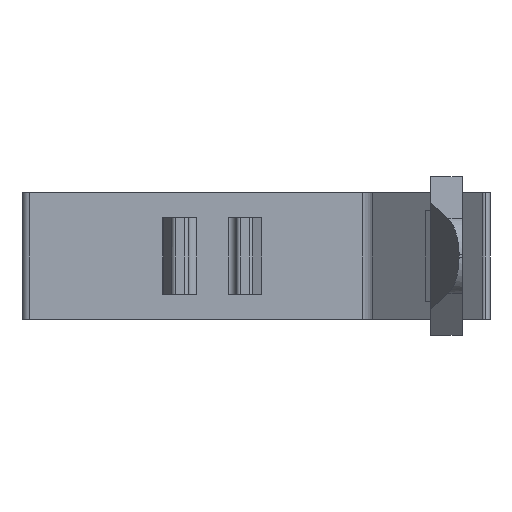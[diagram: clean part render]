
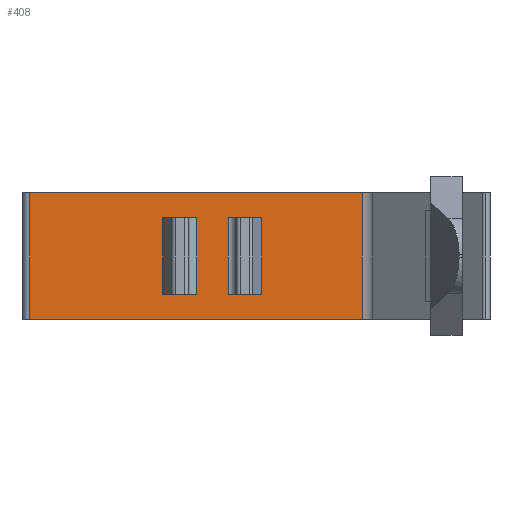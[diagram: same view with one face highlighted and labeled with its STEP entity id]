
A CAD part, left-side view. The second image highlights one B-rep face of the part: STEP entity #408.
In plain terms, the highlighted planar face has unit normal (-1, 0, 0).
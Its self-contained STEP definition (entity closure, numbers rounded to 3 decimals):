
#35 = CARTESIAN_POINT ( 'NONE',  ( -12.895, -7.734, -7.742 ) ) ;
#60 = VECTOR ( 'NONE', #1212, 1000. ) ;
#65 = DIRECTION ( 'NONE',  ( 0., 1., 0. ) ) ;
#67 = LINE ( 'NONE', #857, #60 ) ;
#91 = VECTOR ( 'NONE', #2903, 1000. ) ;
#164 = LINE ( 'NONE', #3510, #1184 ) ;
#180 = CARTESIAN_POINT ( 'NONE',  ( -12.895, 5.103, -7.742 ) ) ;
#254 = EDGE_CURVE ( 'NONE', #3381, #879, #2394, .T. ) ;
#291 = ORIENTED_EDGE ( 'NONE', *, *, #3114, .F. ) ;
#318 = EDGE_CURVE ( 'NONE', #2234, #2276, #1587, .T. ) ;
#368 = EDGE_CURVE ( 'NONE', #4144, #2632, #3359, .T. ) ;
#408 = ADVANCED_FACE ( 'NONE', ( #2944, #2248, #2752 ), #522, .F. ) ;
#447 = ORIENTED_EDGE ( 'NONE', *, *, #4364, .F. ) ;
#522 = PLANE ( 'NONE',  #2782 ) ;
#600 = CARTESIAN_POINT ( 'NONE',  ( -12.895, 0.711, -3.742 ) ) ;
#607 = EDGE_LOOP ( 'NONE', ( #3991, #2004, #1979, #447 ) ) ;
#617 = DIRECTION ( 'NONE',  ( 0., 0., -1. ) ) ;
#713 = DIRECTION ( 'NONE',  ( 0., -1., 0. ) ) ;
#715 = LINE ( 'NONE', #3542, #2159 ) ;
#754 = CARTESIAN_POINT ( 'NONE',  ( -12.895, 13.211, -6.142 ) ) ;
#845 = CARTESIAN_POINT ( 'NONE',  ( -12.895, 13.211, -7.742 ) ) ;
#857 = CARTESIAN_POINT ( 'NONE',  ( -12.895, -7.734, -3.742 ) ) ;
#879 = VERTEX_POINT ( 'NONE', #3899 ) ;
#902 = EDGE_CURVE ( 'NONE', #2276, #1993, #3444, .T. ) ;
#937 = ORIENTED_EDGE ( 'NONE', *, *, #318, .F. ) ;
#987 = LINE ( 'NONE', #4316, #3125 ) ;
#1095 = LINE ( 'NONE', #4088, #4270 ) ;
#1165 = DIRECTION ( 'NONE',  ( 0., -1., 0. ) ) ;
#1184 = VECTOR ( 'NONE', #1165, 1000. ) ;
#1212 = DIRECTION ( 'NONE',  ( 0., 0., -1. ) ) ;
#1292 = VECTOR ( 'NONE', #65, 1000. ) ;
#1344 = CARTESIAN_POINT ( 'NONE',  ( -12.895, 13.211, -3.742 ) ) ;
#1352 = ORIENTED_EDGE ( 'NONE', *, *, #254, .F. ) ;
#1459 = LINE ( 'NONE', #2812, #1496 ) ;
#1491 = VECTOR ( 'NONE', #617, 1000. ) ;
#1496 = VECTOR ( 'NONE', #2797, 1000. ) ;
#1587 = LINE ( 'NONE', #600, #1491 ) ;
#1816 = VECTOR ( 'NONE', #713, 1000. ) ;
#1895 = CARTESIAN_POINT ( 'NONE',  ( -12.895, -1.289, -3.742 ) ) ;
#1948 = CARTESIAN_POINT ( 'NONE',  ( -12.895, 13.211, 0.258 ) ) ;
#1974 = VERTEX_POINT ( 'NONE', #1948 ) ;
#1979 = ORIENTED_EDGE ( 'NONE', *, *, #368, .F. ) ;
#1989 = EDGE_CURVE ( 'NONE', #2632, #1974, #715, .T. ) ;
#1993 = VERTEX_POINT ( 'NONE', #2650 ) ;
#2004 = ORIENTED_EDGE ( 'NONE', *, *, #1989, .F. ) ;
#2082 = DIRECTION ( 'NONE',  ( 0., 0., -1. ) ) ;
#2107 = DIRECTION ( 'NONE',  ( 0., 1., 0. ) ) ;
#2120 = ORIENTED_EDGE ( 'NONE', *, *, #3290, .F. ) ;
#2144 = CARTESIAN_POINT ( 'NONE',  ( -12.895, 2.711, -1.342 ) ) ;
#2159 = VECTOR ( 'NONE', #3902, 1000. ) ;
#2234 = VERTEX_POINT ( 'NONE', #4384 ) ;
#2247 = EDGE_CURVE ( 'NONE', #3212, #2234, #987, .T. ) ;
#2248 = FACE_BOUND ( 'NONE', #2359, .T. ) ;
#2276 = VERTEX_POINT ( 'NONE', #3864 ) ;
#2359 = EDGE_LOOP ( 'NONE', ( #3945, #4390, #3195, #937 ) ) ;
#2377 = EDGE_CURVE ( 'NONE', #4117, #3339, #4252, .T. ) ;
#2394 = LINE ( 'NONE', #754, #1816 ) ;
#2442 = CARTESIAN_POINT ( 'NONE',  ( -12.895, 13.211, -1.342 ) ) ;
#2486 = DIRECTION ( 'NONE',  ( 0., 1., 0. ) ) ;
#2574 = VERTEX_POINT ( 'NONE', #2894 ) ;
#2632 = VERTEX_POINT ( 'NONE', #845 ) ;
#2650 = CARTESIAN_POINT ( 'NONE',  ( -12.895, -1.289, -6.142 ) ) ;
#2752 = FACE_OUTER_BOUND ( 'NONE', #607, .T. ) ;
#2782 = AXIS2_PLACEMENT_3D ( 'NONE', #1344, #3965, #2082 ) ;
#2797 = DIRECTION ( 'NONE',  ( 0., 0., 1. ) ) ;
#2812 = CARTESIAN_POINT ( 'NONE',  ( -12.895, 2.711, -3.742 ) ) ;
#2894 = CARTESIAN_POINT ( 'NONE',  ( -12.895, -7.734, 0.258 ) ) ;
#2903 = DIRECTION ( 'NONE',  ( 0., 0., 1. ) ) ;
#2944 = FACE_BOUND ( 'NONE', #4205, .T. ) ;
#3042 = VECTOR ( 'NONE', #3633, 1000. ) ;
#3071 = CARTESIAN_POINT ( 'NONE',  ( -12.895, 4.711, -1.342 ) ) ;
#3114 = EDGE_CURVE ( 'NONE', #879, #4117, #1459, .T. ) ;
#3125 = VECTOR ( 'NONE', #2107, 1000. ) ;
#3195 = ORIENTED_EDGE ( 'NONE', *, *, #902, .F. ) ;
#3212 = VERTEX_POINT ( 'NONE', #3958 ) ;
#3290 = EDGE_CURVE ( 'NONE', #3339, #3381, #1095, .T. ) ;
#3339 = VERTEX_POINT ( 'NONE', #3071 ) ;
#3359 = LINE ( 'NONE', #180, #1292 ) ;
#3372 = ORIENTED_EDGE ( 'NONE', *, *, #2377, .F. ) ;
#3381 = VERTEX_POINT ( 'NONE', #3383 ) ;
#3383 = CARTESIAN_POINT ( 'NONE',  ( -12.895, 4.711, -6.142 ) ) ;
#3444 = LINE ( 'NONE', #3798, #3042 ) ;
#3510 = CARTESIAN_POINT ( 'NONE',  ( -12.895, 13.211, 0.258 ) ) ;
#3542 = CARTESIAN_POINT ( 'NONE',  ( -12.895, 13.211, -3.742 ) ) ;
#3578 = VECTOR ( 'NONE', #2486, 1000. ) ;
#3633 = DIRECTION ( 'NONE',  ( 0., -1., 0. ) ) ;
#3791 = DIRECTION ( 'NONE',  ( 0., 0., -1. ) ) ;
#3798 = CARTESIAN_POINT ( 'NONE',  ( -12.895, 13.211, -6.142 ) ) ;
#3864 = CARTESIAN_POINT ( 'NONE',  ( -12.895, 0.711, -6.142 ) ) ;
#3899 = CARTESIAN_POINT ( 'NONE',  ( -12.895, 2.711, -6.142 ) ) ;
#3902 = DIRECTION ( 'NONE',  ( 0., 0., 1. ) ) ;
#3945 = ORIENTED_EDGE ( 'NONE', *, *, #2247, .F. ) ;
#3958 = CARTESIAN_POINT ( 'NONE',  ( -12.895, -1.289, -1.342 ) ) ;
#3965 = DIRECTION ( 'NONE',  ( 1., 0., 0. ) ) ;
#3991 = ORIENTED_EDGE ( 'NONE', *, *, #4197, .F. ) ;
#4088 = CARTESIAN_POINT ( 'NONE',  ( -12.895, 4.711, -3.742 ) ) ;
#4117 = VERTEX_POINT ( 'NONE', #2144 ) ;
#4144 = VERTEX_POINT ( 'NONE', #35 ) ;
#4197 = EDGE_CURVE ( 'NONE', #1974, #2574, #164, .T. ) ;
#4205 = EDGE_LOOP ( 'NONE', ( #291, #1352, #2120, #3372 ) ) ;
#4244 = EDGE_CURVE ( 'NONE', #1993, #3212, #4382, .T. ) ;
#4252 = LINE ( 'NONE', #2442, #3578 ) ;
#4270 = VECTOR ( 'NONE', #3791, 1000. ) ;
#4316 = CARTESIAN_POINT ( 'NONE',  ( -12.895, 13.211, -1.342 ) ) ;
#4364 = EDGE_CURVE ( 'NONE', #2574, #4144, #67, .T. ) ;
#4382 = LINE ( 'NONE', #1895, #91 ) ;
#4384 = CARTESIAN_POINT ( 'NONE',  ( -12.895, 0.711, -1.342 ) ) ;
#4390 = ORIENTED_EDGE ( 'NONE', *, *, #4244, .F. ) ;
